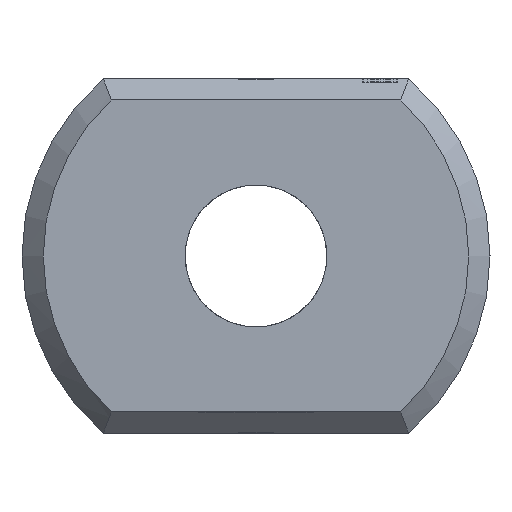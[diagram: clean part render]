
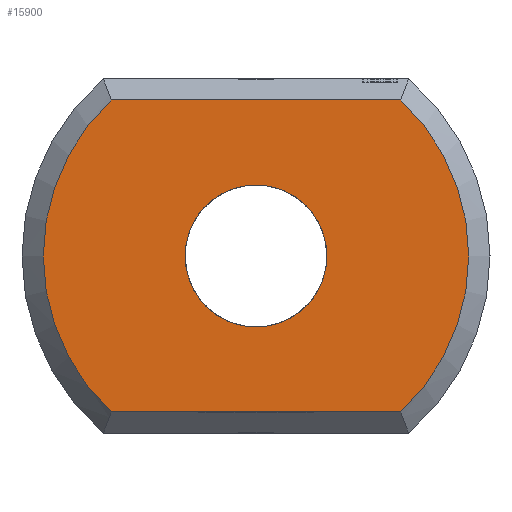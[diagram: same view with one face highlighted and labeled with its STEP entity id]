
A CAD part, left-side view. The second image highlights one B-rep face of the part: STEP entity #15900.
In plain terms, the highlighted planar face has unit normal (-1, 0, 0).
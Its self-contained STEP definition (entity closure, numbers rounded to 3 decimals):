
#3926 = VERTEX_POINT('',#3927);
#3927 = CARTESIAN_POINT('',(0.,-2.04,2.2));
#3936 = VERTEX_POINT('',#3937);
#3937 = CARTESIAN_POINT('',(0.,-2.04,-2.2));
#3944 = EDGE_CURVE('',#3926,#3936,#3945,.T.);
#3945 = CIRCLE('',#3946,3.);
#3946 = AXIS2_PLACEMENT_3D('',#3947,#3948,#3949);
#3947 = CARTESIAN_POINT('',(0.,0.,0.));
#3948 = DIRECTION('',(1.,0.,0.));
#3949 = DIRECTION('',(0.,-0.653,0.758)
  );
#4914 = VERTEX_POINT('',#4915);
#4915 = CARTESIAN_POINT('',(0.,2.04,2.2));
#4922 = EDGE_CURVE('',#3926,#4914,#4923,.T.);
#4923 = LINE('',#4924,#4925);
#4924 = CARTESIAN_POINT('',(0.,-2.154,2.2));
#4925 = VECTOR('',#4926,1.);
#4926 = DIRECTION('',(0.,1.,0.));
#15900 = ADVANCED_FACE('',(#15901,#15920),#15931,.F.);
#15901 = FACE_BOUND('',#15902,.F.);
#15902 = EDGE_LOOP('',(#15903,#15912,#15913,#15914));
#15903 = ORIENTED_EDGE('',*,*,#15904,.T.);
#15904 = EDGE_CURVE('',#15905,#4914,#15907,.T.);
#15905 = VERTEX_POINT('',#15906);
#15906 = CARTESIAN_POINT('',(0.,2.04,-2.2));
#15907 = CIRCLE('',#15908,3.);
#15908 = AXIS2_PLACEMENT_3D('',#15909,#15910,#15911);
#15909 = CARTESIAN_POINT('',(0.,0.,0.));
#15910 = DIRECTION('',(1.,0.,0.));
#15911 = DIRECTION('',(0.,0.653,-0.758)
  );
#15912 = ORIENTED_EDGE('',*,*,#4922,.F.);
#15913 = ORIENTED_EDGE('',*,*,#3944,.T.);
#15914 = ORIENTED_EDGE('',*,*,#15915,.T.);
#15915 = EDGE_CURVE('',#3936,#15905,#15916,.T.);
#15916 = LINE('',#15917,#15918);
#15917 = CARTESIAN_POINT('',(0.,-2.154,-2.2));
#15918 = VECTOR('',#15919,1.);
#15919 = DIRECTION('',(0.,1.,0.));
#15920 = FACE_BOUND('',#15921,.T.);
#15921 = EDGE_LOOP('',(#15922));
#15922 = ORIENTED_EDGE('',*,*,#15923,.T.);
#15923 = EDGE_CURVE('',#15924,#15924,#15926,.T.);
#15924 = VERTEX_POINT('',#15925);
#15925 = CARTESIAN_POINT('',(0.,1.,0.)
  );
#15926 = CIRCLE('',#15927,1.);
#15927 = AXIS2_PLACEMENT_3D('',#15928,#15929,#15930);
#15928 = CARTESIAN_POINT('',(0.,0.,0.));
#15929 = DIRECTION('',(1.,0.,0.));
#15930 = DIRECTION('',(0.,1.,0.));
#15931 = PLANE('',#15932);
#15932 = AXIS2_PLACEMENT_3D('',#15933,#15934,#15935);
#15933 = CARTESIAN_POINT('',(0.,0.,0.));
#15934 = DIRECTION('',(1.,0.,0.));
#15935 = DIRECTION('',(0.,0.,1.));
